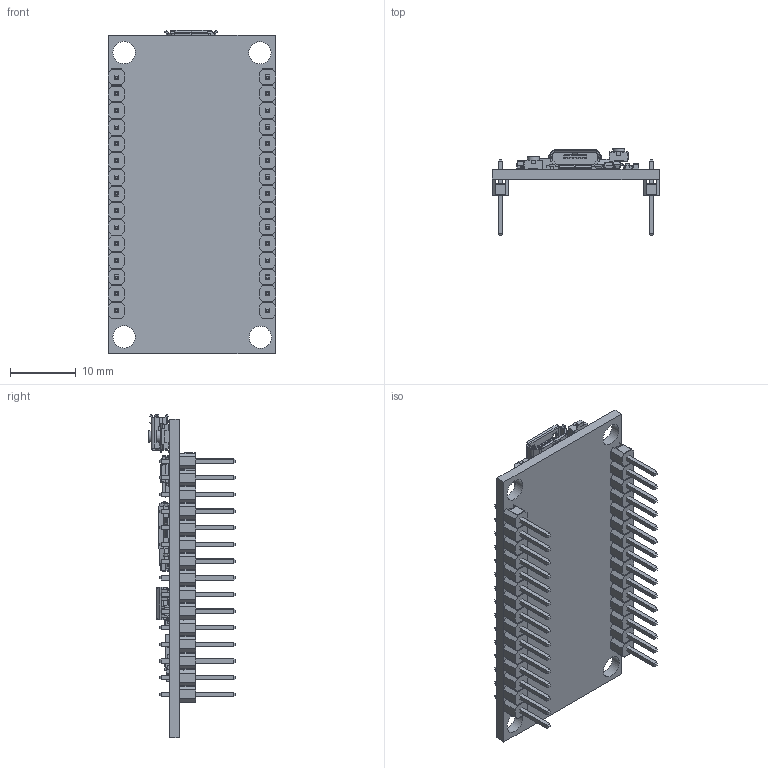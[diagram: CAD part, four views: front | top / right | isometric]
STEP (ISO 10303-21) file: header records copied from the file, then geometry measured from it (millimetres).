
FILE_DESCRIPTION(/* description */ (''),/* implementation_level */ '2;1');
FILE_NAME(/* name */ 'Untitled v14 v1.step',/* time_stamp */ '2018-01-18T06:32:45+03:00',/* author */ (''),/* organization */ (''),/* preprocessor_version */ 'ST-DEVELOPER v16.13',/* originating_system */ 'Autodesk Translation Framework v6.5.0.72',/* authorisation */ '');
FILE_SCHEMA (('AUTOMOTIVE_DESIGN { 1 0 10303 214 3 1 1 }'));
Products named in the file (35): Untitled v14; sop-16_6.6x1.27; QFN-32 V6; Micro USB_input_female (short)-SMT; DO-215AD; 3x4x2 tact button; SOT-223; 2.5x3.2 quartz; SOIC-8-208MIL; Document; res_0603; res_0402; TO-236AB; cap_0603; LED 0603 single color; cap_0402; sop-16_6.6x1.27_1; sop-16_6.6x1; Cylinder; #79227; Array; Fillet001; Pocket; Component1; Component2; Component3; Component4; DO-215AD v2; Component1_1; DS1021-1x10S61; body; pin; DS1021-1x5S61; body_1; pin_1
Assembly tree (132 placements, depth 4):
  Untitled v14
    sop-16_6.6x1.27
    QFN-32 V6
    Micro USB_input_female (short)-SMT
    DO-215AD
    3x4x2 tact button  x2
    SOT-223
    2.5x3.2 quartz  x2
    SOIC-8-208MIL
      Document
    res_0402  x3
    res_0603  x15
    TO-236AB  x2
    Component1  x15
    Component2  x15
    Component3  x15
    Component4  x15
    cap_0603  x5
    LED 0603 single color  x2
    cap_0402  x4
    sop-16_6.6x1.27_1
      sop-16_6.6x1
        Cylinder
        #79227
        Array
        Fillet001
        Pocket
    DO-215AD v2
      Component1_1
    DS1021-1x10S61  x2
      body
      pin
    DS1021-1x5S61  x2
      body_1
      pin_1
Bounding box: 25.56 x 13.33 x 49.22 mm (x, y, z)
Volume: 2552.1 mm3; surface area: 5949.8 mm2
Topology: 247 solids, 251 shells, 4576 faces, 10733 edges, 6602 vertices
Faces by surface type: plane 3627, cylinder 672, bspline 173, sphere 94, torus 8, cone 2
Full cylindrical faces by diameter (mm): 0.4 x1, 0.402 x1, 0.9 x90, 1.6 x60, 1.8 x2, 1.9 x2, 3.4 x4
Entity records: 79246 total; most frequent: CARTESIAN_POINT 19899, ORIENTED_EDGE 11728, DIRECTION 11656, EDGE_CURVE 5872, LINE 4614, VECTOR 4614, VERTEX_POINT 3665, AXIS2_PLACEMENT_3D 3521
